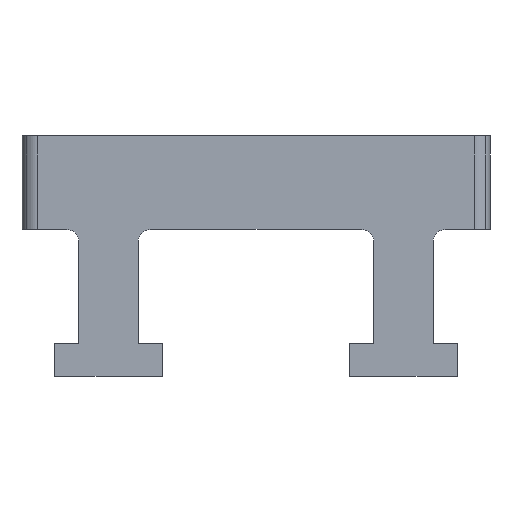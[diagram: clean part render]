
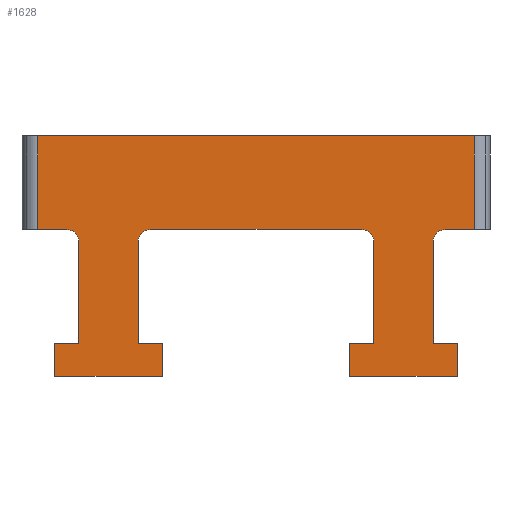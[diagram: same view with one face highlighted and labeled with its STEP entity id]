
A CAD part, left-side view. The second image highlights one B-rep face of the part: STEP entity #1628.
In plain terms, the highlighted planar face has unit normal (-1, 0, 0).
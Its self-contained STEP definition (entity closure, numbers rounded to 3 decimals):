
#917=CARTESIAN_POINT('',(-15.0,-19.084,-2.834));
#918=VERTEX_POINT('',#917);
#934=CARTESIAN_POINT('',(-15.0,-19.65,-2.6));
#935=VERTEX_POINT('',#934);
#942=CARTESIAN_POINT('',(-15.0,-19.65,-3.4));
#943=DIRECTION('',(-1.,0.0,0.0));
#944=DIRECTION('',(0.0,0.707,0.707));
#945=AXIS2_PLACEMENT_3D('',#942,#943,#944);
#946=CIRCLE('',#945,0.8);
#947=EDGE_CURVE('',#935,#918,#946,.T.);
#959=CARTESIAN_POINT('',(-15.0,-14.816,-2.834));
#960=VERTEX_POINT('',#959);
#976=CARTESIAN_POINT('',(-15.0,-15.05,-3.4));
#977=VERTEX_POINT('',#976);
#984=CARTESIAN_POINT('',(-15.0,-14.25,-3.4));
#985=DIRECTION('',(-1.0,0.0,0.0));
#986=DIRECTION('',(0.0,-0.707,0.707));
#987=AXIS2_PLACEMENT_3D('',#984,#985,#986);
#988=CIRCLE('',#987,0.8);
#989=EDGE_CURVE('',#977,#960,#988,.T.);
#1001=CARTESIAN_POINT('',(-15.,-0.184,-2.834));
#1002=VERTEX_POINT('',#1001);
#1018=CARTESIAN_POINT('',(-15.0,-0.75,-2.6));
#1019=VERTEX_POINT('',#1018);
#1026=CARTESIAN_POINT('',(-15.,-0.75,-3.4));
#1027=DIRECTION('',(-1.,0.0,0.0));
#1028=DIRECTION('',(0.0,0.707,0.707));
#1029=AXIS2_PLACEMENT_3D('',#1026,#1027,#1028);
#1030=CIRCLE('',#1029,0.8);
#1031=EDGE_CURVE('',#1019,#1002,#1030,.T.);
#1043=CARTESIAN_POINT('',(-15.,4.084,-2.834));
#1044=VERTEX_POINT('',#1043);
#1060=CARTESIAN_POINT('',(-15.0,3.85,-3.4));
#1061=VERTEX_POINT('',#1060);
#1068=CARTESIAN_POINT('',(-15.,4.65,-3.4));
#1069=DIRECTION('',(-1.,0.0,0.0));
#1070=DIRECTION('',(0.0,-0.707,0.707));
#1071=AXIS2_PLACEMENT_3D('',#1068,#1069,#1070);
#1072=CIRCLE('',#1071,0.8);
#1073=EDGE_CURVE('',#1061,#1044,#1072,.T.);
#1261=CARTESIAN_POINT('',(-15.0,6.5,-2.6));
#1262=VERTEX_POINT('',#1261);
#1270=CARTESIAN_POINT('',(-15.0,6.5,3.4));
#1271=VERTEX_POINT('',#1270);
#1272=CARTESIAN_POINT('',(-15.0,6.5,-2.6));
#1273=DIRECTION('',(0.0,0.0,1.0));
#1274=VECTOR('',#1273,6.0);
#1275=LINE('',#1272,#1274);
#1276=EDGE_CURVE('',#1262,#1271,#1275,.T.);
#1420=CARTESIAN_POINT('',(-15.0,-21.5,3.4));
#1421=VERTEX_POINT('',#1420);
#1429=CARTESIAN_POINT('',(-15.0,-21.5,-2.6));
#1430=VERTEX_POINT('',#1429);
#1431=CARTESIAN_POINT('',(-15.0,-21.5,3.4));
#1432=DIRECTION('',(0.0,0.0,-1.0));
#1433=VECTOR('',#1432,6.0);
#1434=LINE('',#1431,#1433);
#1435=EDGE_CURVE('',#1421,#1430,#1434,.T.);
#1447=CARTESIAN_POINT('',(-15.0,-22.5,-2.6));
#1448=DIRECTION('',(-1.0,0.0,0.0));
#1449=DIRECTION('',(0.0,0.0,1.0));
#1450=AXIS2_PLACEMENT_3D('',#1447,#1448,#1449);
#1451=PLANE('',#1450);
#1452=ORIENTED_EDGE('',*,*,#1435,.F.);
#1453=CARTESIAN_POINT('',(-15.0,-21.5,3.4));
#1454=DIRECTION('',(0.0,1.0,0.0));
#1455=VECTOR('',#1454,28.);
#1456=LINE('',#1453,#1455);
#1457=EDGE_CURVE('',#1421,#1271,#1456,.T.);
#1458=ORIENTED_EDGE('',*,*,#1457,.T.);
#1459=ORIENTED_EDGE('',*,*,#1276,.F.);
#1460=CARTESIAN_POINT('',(-15.0,4.65,-2.6));
#1461=VERTEX_POINT('',#1460);
#1462=CARTESIAN_POINT('',(-15.0,6.5,-2.6));
#1463=DIRECTION('',(0.0,-1.0,0.0));
#1464=VECTOR('',#1463,1.85);
#1465=LINE('',#1462,#1464);
#1466=EDGE_CURVE('',#1262,#1461,#1465,.T.);
#1467=ORIENTED_EDGE('',*,*,#1466,.T.);
#1468=CARTESIAN_POINT('',(-15.,4.65,-3.4));
#1469=DIRECTION('',(-1.,0.0,0.0));
#1470=DIRECTION('',(0.0,-0.707,0.707));
#1471=AXIS2_PLACEMENT_3D('',#1468,#1469,#1470);
#1472=CIRCLE('',#1471,0.8);
#1473=EDGE_CURVE('',#1044,#1461,#1472,.T.);
#1474=ORIENTED_EDGE('',*,*,#1473,.F.);
#1475=ORIENTED_EDGE('',*,*,#1073,.F.);
#1476=CARTESIAN_POINT('',(-15.0,3.85,-9.9));
#1477=VERTEX_POINT('',#1476);
#1478=CARTESIAN_POINT('',(-15.0,3.85,-3.4));
#1479=DIRECTION('',(0.0,0.0,-1.0));
#1480=VECTOR('',#1479,6.5);
#1481=LINE('',#1478,#1480);
#1482=EDGE_CURVE('',#1061,#1477,#1481,.T.);
#1483=ORIENTED_EDGE('',*,*,#1482,.T.);
#1484=CARTESIAN_POINT('',(-15.0,5.4,-9.9));
#1485=VERTEX_POINT('',#1484);
#1486=CARTESIAN_POINT('',(-15.0,3.85,-9.9));
#1487=DIRECTION('',(0.0,1.0,0.0));
#1488=VECTOR('',#1487,1.55);
#1489=LINE('',#1486,#1488);
#1490=EDGE_CURVE('',#1477,#1485,#1489,.T.);
#1491=ORIENTED_EDGE('',*,*,#1490,.T.);
#1492=CARTESIAN_POINT('',(-15.0,5.4,-12.0));
#1493=VERTEX_POINT('',#1492);
#1494=CARTESIAN_POINT('',(-15.0,5.4,-9.9));
#1495=DIRECTION('',(0.0,0.0,-1.0));
#1496=VECTOR('',#1495,2.1);
#1497=LINE('',#1494,#1496);
#1498=EDGE_CURVE('',#1485,#1493,#1497,.T.);
#1499=ORIENTED_EDGE('',*,*,#1498,.T.);
#1500=CARTESIAN_POINT('',(-15.0,-1.5,-12.0));
#1501=VERTEX_POINT('',#1500);
#1502=CARTESIAN_POINT('',(-15.0,5.4,-12.0));
#1503=DIRECTION('',(0.0,-1.0,0.0));
#1504=VECTOR('',#1503,6.9);
#1505=LINE('',#1502,#1504);
#1506=EDGE_CURVE('',#1493,#1501,#1505,.T.);
#1507=ORIENTED_EDGE('',*,*,#1506,.T.);
#1508=CARTESIAN_POINT('',(-15.,-1.5,-9.9));
#1509=VERTEX_POINT('',#1508);
#1510=CARTESIAN_POINT('',(-15.,-1.5,-9.9));
#1511=DIRECTION('',(0.0,0.0,-1.0));
#1512=VECTOR('',#1511,2.1);
#1513=LINE('',#1510,#1512);
#1514=EDGE_CURVE('',#1509,#1501,#1513,.T.);
#1515=ORIENTED_EDGE('',*,*,#1514,.F.);
#1516=CARTESIAN_POINT('',(-15.,0.05,-9.9));
#1517=VERTEX_POINT('',#1516);
#1518=CARTESIAN_POINT('',(-15.,-1.5,-9.9));
#1519=DIRECTION('',(0.0,1.0,0.0));
#1520=VECTOR('',#1519,1.55);
#1521=LINE('',#1518,#1520);
#1522=EDGE_CURVE('',#1509,#1517,#1521,.T.);
#1523=ORIENTED_EDGE('',*,*,#1522,.T.);
#1524=CARTESIAN_POINT('',(-15.0,0.05,-3.4));
#1525=VERTEX_POINT('',#1524);
#1526=CARTESIAN_POINT('',(-15.,0.05,-9.9));
#1527=DIRECTION('',(0.0,0.0,1.0));
#1528=VECTOR('',#1527,6.5);
#1529=LINE('',#1526,#1528);
#1530=EDGE_CURVE('',#1517,#1525,#1529,.T.);
#1531=ORIENTED_EDGE('',*,*,#1530,.T.);
#1532=CARTESIAN_POINT('',(-15.,-0.75,-3.4));
#1533=DIRECTION('',(-1.,0.0,0.0));
#1534=DIRECTION('',(0.0,0.707,0.707));
#1535=AXIS2_PLACEMENT_3D('',#1532,#1533,#1534);
#1536=CIRCLE('',#1535,0.8);
#1537=EDGE_CURVE('',#1002,#1525,#1536,.T.);
#1538=ORIENTED_EDGE('',*,*,#1537,.F.);
#1539=ORIENTED_EDGE('',*,*,#1031,.F.);
#1540=CARTESIAN_POINT('',(-15.0,-14.25,-2.6));
#1541=VERTEX_POINT('',#1540);
#1542=CARTESIAN_POINT('',(-15.0,-0.75,-2.6));
#1543=DIRECTION('',(0.0,-1.0,0.0));
#1544=VECTOR('',#1543,13.5);
#1545=LINE('',#1542,#1544);
#1546=EDGE_CURVE('',#1019,#1541,#1545,.T.);
#1547=ORIENTED_EDGE('',*,*,#1546,.T.);
#1548=CARTESIAN_POINT('',(-15.0,-14.25,-3.4));
#1549=DIRECTION('',(-1.0,0.0,0.0));
#1550=DIRECTION('',(0.0,-0.707,0.707));
#1551=AXIS2_PLACEMENT_3D('',#1548,#1549,#1550);
#1552=CIRCLE('',#1551,0.8);
#1553=EDGE_CURVE('',#960,#1541,#1552,.T.);
#1554=ORIENTED_EDGE('',*,*,#1553,.F.);
#1555=ORIENTED_EDGE('',*,*,#989,.F.);
#1556=CARTESIAN_POINT('',(-15.,-15.05,-9.9));
#1557=VERTEX_POINT('',#1556);
#1558=CARTESIAN_POINT('',(-15.0,-15.05,-3.4));
#1559=DIRECTION('',(0.0,0.0,-1.0));
#1560=VECTOR('',#1559,6.5);
#1561=LINE('',#1558,#1560);
#1562=EDGE_CURVE('',#977,#1557,#1561,.T.);
#1563=ORIENTED_EDGE('',*,*,#1562,.T.);
#1564=CARTESIAN_POINT('',(-15.,-13.5,-9.9));
#1565=VERTEX_POINT('',#1564);
#1566=CARTESIAN_POINT('',(-15.,-15.05,-9.9));
#1567=DIRECTION('',(0.0,1.0,0.0));
#1568=VECTOR('',#1567,1.55);
#1569=LINE('',#1566,#1568);
#1570=EDGE_CURVE('',#1557,#1565,#1569,.T.);
#1571=ORIENTED_EDGE('',*,*,#1570,.T.);
#1572=CARTESIAN_POINT('',(-15.0,-13.5,-12.0));
#1573=VERTEX_POINT('',#1572);
#1574=CARTESIAN_POINT('',(-15.,-13.5,-9.9));
#1575=DIRECTION('',(0.0,0.0,-1.0));
#1576=VECTOR('',#1575,2.1);
#1577=LINE('',#1574,#1576);
#1578=EDGE_CURVE('',#1565,#1573,#1577,.T.);
#1579=ORIENTED_EDGE('',*,*,#1578,.T.);
#1580=CARTESIAN_POINT('',(-15.0,-20.4,-12.0));
#1581=VERTEX_POINT('',#1580);
#1582=CARTESIAN_POINT('',(-15.0,-13.5,-12.0));
#1583=DIRECTION('',(0.0,-1.0,0.0));
#1584=VECTOR('',#1583,6.9);
#1585=LINE('',#1582,#1584);
#1586=EDGE_CURVE('',#1573,#1581,#1585,.T.);
#1587=ORIENTED_EDGE('',*,*,#1586,.T.);
#1588=CARTESIAN_POINT('',(-15.0,-20.4,-9.9));
#1589=VERTEX_POINT('',#1588);
#1590=CARTESIAN_POINT('',(-15.0,-20.4,-9.9));
#1591=DIRECTION('',(0.0,0.0,-1.0));
#1592=VECTOR('',#1591,2.1);
#1593=LINE('',#1590,#1592);
#1594=EDGE_CURVE('',#1589,#1581,#1593,.T.);
#1595=ORIENTED_EDGE('',*,*,#1594,.F.);
#1596=CARTESIAN_POINT('',(-15.0,-18.85,-9.9));
#1597=VERTEX_POINT('',#1596);
#1598=CARTESIAN_POINT('',(-15.0,-20.4,-9.9));
#1599=DIRECTION('',(0.0,1.0,0.0));
#1600=VECTOR('',#1599,1.55);
#1601=LINE('',#1598,#1600);
#1602=EDGE_CURVE('',#1589,#1597,#1601,.T.);
#1603=ORIENTED_EDGE('',*,*,#1602,.T.);
#1604=CARTESIAN_POINT('',(-15.0,-18.85,-3.4));
#1605=VERTEX_POINT('',#1604);
#1606=CARTESIAN_POINT('',(-15.0,-18.85,-9.9));
#1607=DIRECTION('',(0.0,0.0,1.0));
#1608=VECTOR('',#1607,6.5);
#1609=LINE('',#1606,#1608);
#1610=EDGE_CURVE('',#1597,#1605,#1609,.T.);
#1611=ORIENTED_EDGE('',*,*,#1610,.T.);
#1612=CARTESIAN_POINT('',(-15.0,-19.65,-3.4));
#1613=DIRECTION('',(-1.,0.0,0.0));
#1614=DIRECTION('',(0.0,0.707,0.707));
#1615=AXIS2_PLACEMENT_3D('',#1612,#1613,#1614);
#1616=CIRCLE('',#1615,0.8);
#1617=EDGE_CURVE('',#918,#1605,#1616,.T.);
#1618=ORIENTED_EDGE('',*,*,#1617,.F.);
#1619=ORIENTED_EDGE('',*,*,#947,.F.);
#1620=CARTESIAN_POINT('',(-15.0,-19.65,-2.6));
#1621=DIRECTION('',(0.0,-1.0,0.0));
#1622=VECTOR('',#1621,1.85);
#1623=LINE('',#1620,#1622);
#1624=EDGE_CURVE('',#935,#1430,#1623,.T.);
#1625=ORIENTED_EDGE('',*,*,#1624,.T.);
#1626=EDGE_LOOP('',(#1452,#1458,#1459,#1467,#1474,#1475,#1483,#1491,#1499,#1507,#1515,#1523,#1531,#1538,#1539,#1547,#1554,#1555,#1563,#1571,#1579,#1587,#1595,#1603,#1611,#1618,#1619,#1625));
#1627=FACE_OUTER_BOUND('',#1626,.T.);
#1628=ADVANCED_FACE('',(#1627),#1451,.T.);
